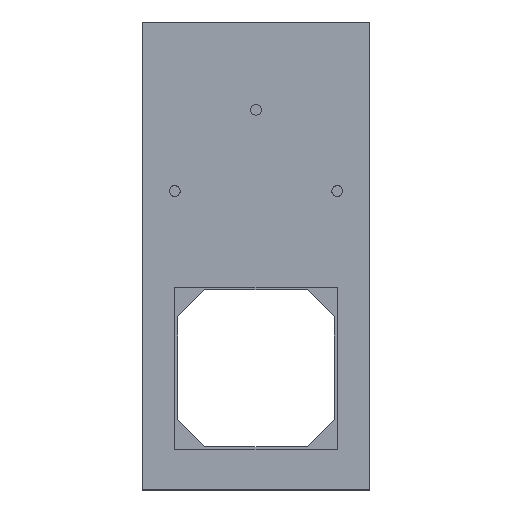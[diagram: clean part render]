
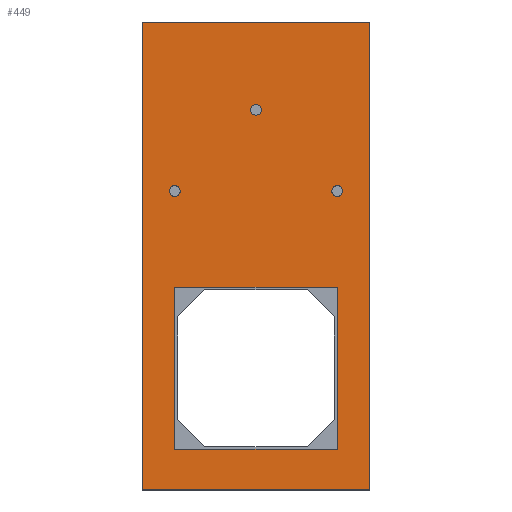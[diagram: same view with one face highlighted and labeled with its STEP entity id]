
A CAD part, top view. The second image highlights one B-rep face of the part: STEP entity #449.
In plain terms, the highlighted planar face has unit normal (0, 0, 1).
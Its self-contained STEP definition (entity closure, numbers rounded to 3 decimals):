
#63=CARTESIAN_POINT('Vertex',(0.,0.,7.)) ;
#77=CARTESIAN_POINT('Vertex',(84.,0.,7.)) ;
#80=CARTESIAN_POINT('Line Origine',(42.,0.,7.)) ;
#108=CARTESIAN_POINT('Vertex',(84.,173.,7.)) ;
#111=CARTESIAN_POINT('Line Origine',(84.,86.5,7.)) ;
#139=CARTESIAN_POINT('Vertex',(0.,173.,7.)) ;
#142=CARTESIAN_POINT('Line Origine',(42.,173.,7.)) ;
#164=CARTESIAN_POINT('Line Origine',(0.,86.5,7.)) ;
#185=CARTESIAN_POINT('Vertex',(72.,75.,7.)) ;
#190=CARTESIAN_POINT('Line Origine',(42.,75.,7.)) ;
#194=CARTESIAN_POINT('Vertex',(12.,75.,7.)) ;
#221=CARTESIAN_POINT('Line Origine',(12.,45.,7.)) ;
#225=CARTESIAN_POINT('Vertex',(12.,15.,7.)) ;
#256=CARTESIAN_POINT('Vertex',(72.,15.,7.)) ;
#261=CARTESIAN_POINT('Line Origine',(72.,45.,7.)) ;
#283=CARTESIAN_POINT('Line Origine',(42.,15.,7.)) ;
#378=CARTESIAN_POINT('Axis2P3D Location',(0.,0.,7.)) ;
#395=CARTESIAN_POINT('Axis2P3D Location',(72.,110.5,7.)) ;
#399=CARTESIAN_POINT('Vertex',(74.,110.5,7.)) ;
#401=CARTESIAN_POINT('Vertex',(70.,110.5,7.)) ;
#404=CARTESIAN_POINT('Axis2P3D Location',(72.,110.5,7.)) ;
#413=CARTESIAN_POINT('Axis2P3D Location',(12.,110.5,7.)) ;
#417=CARTESIAN_POINT('Vertex',(14.,110.5,7.)) ;
#419=CARTESIAN_POINT('Vertex',(10.,110.5,7.)) ;
#422=CARTESIAN_POINT('Axis2P3D Location',(12.,110.5,7.)) ;
#431=CARTESIAN_POINT('Axis2P3D Location',(42.,140.5,7.)) ;
#435=CARTESIAN_POINT('Vertex',(44.,140.5,7.)) ;
#437=CARTESIAN_POINT('Vertex',(40.,140.5,7.)) ;
#440=CARTESIAN_POINT('Axis2P3D Location',(42.,140.5,7.)) ;
#81=DIRECTION('Vector Direction',(1.,0.,0.)) ;
#112=DIRECTION('Vector Direction',(0.,1.,0.)) ;
#143=DIRECTION('Vector Direction',(-1.,0.,0.)) ;
#165=DIRECTION('Vector Direction',(0.,-1.,0.)) ;
#191=DIRECTION('Vector Direction',(1.,0.,0.)) ;
#222=DIRECTION('Vector Direction',(0.,1.,0.)) ;
#262=DIRECTION('Vector Direction',(0.,-1.,0.)) ;
#284=DIRECTION('Vector Direction',(-1.,0.,0.)) ;
#379=DIRECTION('Axis2P3D Direction',(0.,0.,1.)) ;
#380=DIRECTION('Axis2P3D XDirection',(1.,0.,0.)) ;
#396=DIRECTION('Axis2P3D Direction',(0.,0.,1.)) ;
#405=DIRECTION('Axis2P3D Direction',(0.,0.,1.)) ;
#414=DIRECTION('Axis2P3D Direction',(0.,0.,1.)) ;
#423=DIRECTION('Axis2P3D Direction',(0.,0.,1.)) ;
#432=DIRECTION('Axis2P3D Direction',(0.,0.,1.)) ;
#441=DIRECTION('Axis2P3D Direction',(0.,0.,1.)) ;
#381=AXIS2_PLACEMENT_3D('Plane Axis2P3D',#378,#379,#380) ;
#397=AXIS2_PLACEMENT_3D('Circle Axis2P3D',#395,#396,$) ;
#406=AXIS2_PLACEMENT_3D('Circle Axis2P3D',#404,#405,$) ;
#415=AXIS2_PLACEMENT_3D('Circle Axis2P3D',#413,#414,$) ;
#424=AXIS2_PLACEMENT_3D('Circle Axis2P3D',#422,#423,$) ;
#433=AXIS2_PLACEMENT_3D('Circle Axis2P3D',#431,#432,$) ;
#442=AXIS2_PLACEMENT_3D('Circle Axis2P3D',#440,#441,$) ;
#384=ORIENTED_EDGE('',*,*,#84,.T.) ;
#385=ORIENTED_EDGE('',*,*,#115,.T.) ;
#386=ORIENTED_EDGE('',*,*,#146,.T.) ;
#387=ORIENTED_EDGE('',*,*,#168,.T.) ;
#390=ORIENTED_EDGE('',*,*,#287,.F.) ;
#391=ORIENTED_EDGE('',*,*,#227,.F.) ;
#392=ORIENTED_EDGE('',*,*,#196,.F.) ;
#393=ORIENTED_EDGE('',*,*,#265,.F.) ;
#410=ORIENTED_EDGE('',*,*,#403,.F.) ;
#411=ORIENTED_EDGE('',*,*,#408,.F.) ;
#428=ORIENTED_EDGE('',*,*,#421,.F.) ;
#429=ORIENTED_EDGE('',*,*,#426,.F.) ;
#446=ORIENTED_EDGE('',*,*,#439,.F.) ;
#447=ORIENTED_EDGE('',*,*,#444,.F.) ;
#394=FACE_BOUND('',#389,.T.) ;
#412=FACE_BOUND('',#409,.T.) ;
#430=FACE_BOUND('',#427,.T.) ;
#448=FACE_BOUND('',#445,.T.) ;
#82=VECTOR('Line Direction',#81,1.) ;
#113=VECTOR('Line Direction',#112,1.) ;
#144=VECTOR('Line Direction',#143,1.) ;
#166=VECTOR('Line Direction',#165,1.) ;
#192=VECTOR('Line Direction',#191,1.) ;
#223=VECTOR('Line Direction',#222,1.) ;
#263=VECTOR('Line Direction',#262,1.) ;
#285=VECTOR('Line Direction',#284,1.) ;
#449=ADVANCED_FACE('Corps principal',(#388,#394,#412,#430,#448),#382,.T.) ;
#398=CIRCLE('generated circle',#397,2.) ;
#407=CIRCLE('generated circle',#406,2.) ;
#416=CIRCLE('generated circle',#415,2.) ;
#425=CIRCLE('generated circle',#424,2.) ;
#434=CIRCLE('generated circle',#433,2.) ;
#443=CIRCLE('generated circle',#442,2.) ;
#84=EDGE_CURVE('',#64,#78,#83,.T.) ;
#115=EDGE_CURVE('',#78,#109,#114,.T.) ;
#146=EDGE_CURVE('',#109,#140,#145,.T.) ;
#168=EDGE_CURVE('',#140,#64,#167,.T.) ;
#196=EDGE_CURVE('',#186,#195,#193,.F.) ;
#227=EDGE_CURVE('',#195,#226,#224,.F.) ;
#265=EDGE_CURVE('',#257,#186,#264,.F.) ;
#287=EDGE_CURVE('',#226,#257,#286,.F.) ;
#403=EDGE_CURVE('',#400,#402,#398,.T.) ;
#408=EDGE_CURVE('',#402,#400,#407,.T.) ;
#421=EDGE_CURVE('',#418,#420,#416,.T.) ;
#426=EDGE_CURVE('',#420,#418,#425,.T.) ;
#439=EDGE_CURVE('',#436,#438,#434,.T.) ;
#444=EDGE_CURVE('',#438,#436,#443,.T.) ;
#383=EDGE_LOOP('',(#384,#385,#386,#387)) ;
#389=EDGE_LOOP('',(#390,#391,#392,#393)) ;
#409=EDGE_LOOP('',(#410,#411)) ;
#427=EDGE_LOOP('',(#428,#429)) ;
#445=EDGE_LOOP('',(#446,#447)) ;
#388=FACE_OUTER_BOUND('',#383,.T.) ;
#83=LINE('Line',#80,#82) ;
#114=LINE('Line',#111,#113) ;
#145=LINE('Line',#142,#144) ;
#167=LINE('Line',#164,#166) ;
#193=LINE('Line',#190,#192) ;
#224=LINE('Line',#221,#223) ;
#264=LINE('Line',#261,#263) ;
#286=LINE('Line',#283,#285) ;
#382=PLANE('',#381) ;
#64=VERTEX_POINT('',#63) ;
#78=VERTEX_POINT('',#77) ;
#109=VERTEX_POINT('',#108) ;
#140=VERTEX_POINT('',#139) ;
#186=VERTEX_POINT('',#185) ;
#195=VERTEX_POINT('',#194) ;
#226=VERTEX_POINT('',#225) ;
#257=VERTEX_POINT('',#256) ;
#400=VERTEX_POINT('',#399) ;
#402=VERTEX_POINT('',#401) ;
#418=VERTEX_POINT('',#417) ;
#420=VERTEX_POINT('',#419) ;
#436=VERTEX_POINT('',#435) ;
#438=VERTEX_POINT('',#437) ;
